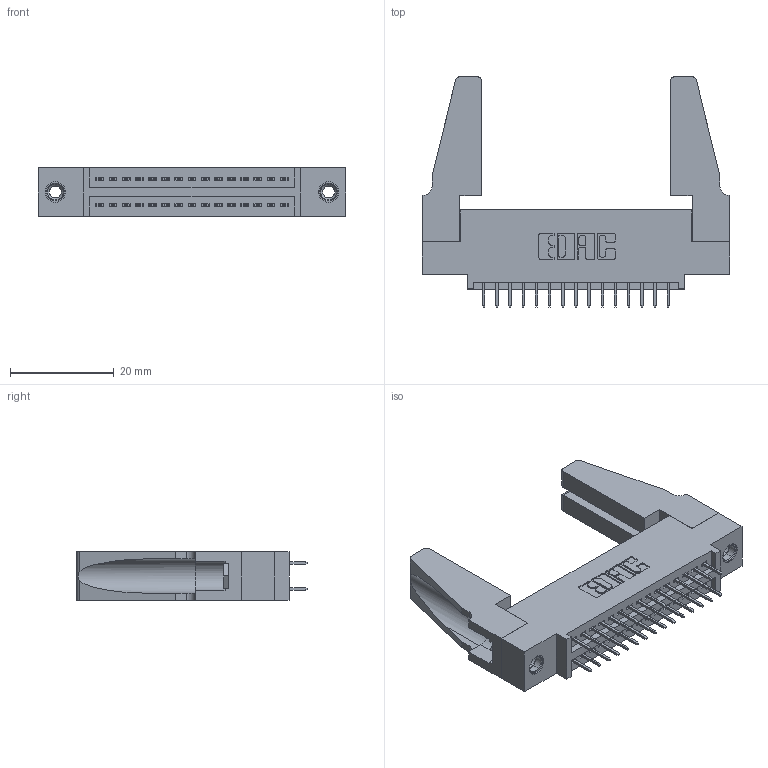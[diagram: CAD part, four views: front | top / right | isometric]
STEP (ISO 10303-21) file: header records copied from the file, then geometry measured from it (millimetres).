
FILE_DESCRIPTION (( 'STEP AP203' ), '1' );
FILE_NAME ('395-030-525-588.STEP', '2020-09-23T19:09:31', ( '' ), ( '' ), 'SwSTEP 2.0', 'SolidWorks 2020', '' );
FILE_SCHEMA (( 'CONFIG_CONTROL_DESIGN' ));
Length unit declared in the file: inch
Products named in the file (5): 395-030-525-588; 345-220-078_345-220-088; 345 Part_0.110 Offset - 0.156 Dia-TH; 345-250-001_345-250-001-102; 345-292-001_345-293-125
Assembly tree (35 placements, depth 2):
  395-030-525-588
    345 Part_0.110 Offset - 0.156 Dia-TH
    345-292-001_345-293-125  x30
    345-250-001_345-250-001-102  x2
    345-220-078_345-220-088  x2
Bounding box: 59.33 x 44.37 x 9.4 mm (x, y, z)
Volume: 8642.9 mm3; surface area: 10511.2 mm2
Topology: 35 solids, 35 shells, 1874 faces, 5257 edges, 3374 vertices
Faces by surface type: plane 1326, cylinder 532, cone 12, torus 4
Entity records: 17758 total; most frequent: CARTESIAN_POINT 2998, ORIENTED_EDGE 2892, DIRECTION 2682, EDGE_CURVE 1446, VECTOR 1216, LINE 1216, VERTEX_POINT 954, AXIS2_PLACEMENT_3D 733
